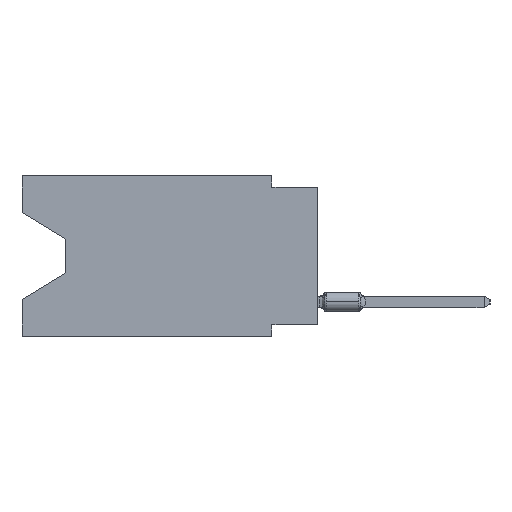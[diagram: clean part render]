
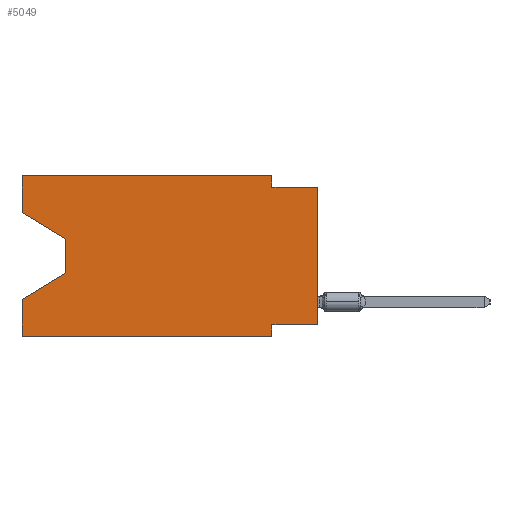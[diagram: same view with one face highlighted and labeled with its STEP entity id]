
A CAD part, left-side view. The second image highlights one B-rep face of the part: STEP entity #5049.
In plain terms, the highlighted planar face has unit normal (-1, 0, 0).
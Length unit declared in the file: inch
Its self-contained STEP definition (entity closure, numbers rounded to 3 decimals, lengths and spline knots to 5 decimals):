
#333 = DIRECTION ( 'NONE',  ( 0., 0., -1. ) ) ;
#392 = ORIENTED_EDGE ( 'NONE', *, *, #27133, .F. ) ;
#397 = EDGE_CURVE ( 'NONE', #18139, #20936, #5875, .T. ) ;
#454 = EDGE_LOOP ( 'NONE', ( #21904, #8375, #1340, #12655, #19335, #7888, #10858, #2205, #4917, #27045, #392, #6279 ) ) ;
#891 = CARTESIAN_POINT ( 'NONE',  ( 0., 0.1, 0. ) ) ;
#1131 = LINE ( 'NONE', #18022, #25832 ) ;
#1181 = EDGE_CURVE ( 'NONE', #18139, #14203, #22849, .T. ) ;
#1340 = ORIENTED_EDGE ( 'NONE', *, *, #25398, .T. ) ;
#1824 = CARTESIAN_POINT ( 'NONE',  ( 0., 0.1, -0.025 ) ) ;
#2028 = CARTESIAN_POINT ( 'NONE',  ( 0., 0.55, -0.212 ) ) ;
#2105 = FACE_OUTER_BOUND ( 'NONE', #454, .T. ) ;
#2203 = EDGE_CURVE ( 'NONE', #23721, #16817, #1131, .T. ) ;
#2205 = ORIENTED_EDGE ( 'NONE', *, *, #23534, .T. ) ;
#2702 = CARTESIAN_POINT ( 'NONE',  ( 0., 0., -0.025 ) ) ;
#2942 = VECTOR ( 'NONE', #10464, 39.37008 ) ;
#2977 = LINE ( 'NONE', #5716, #23373 ) ;
#3043 = VECTOR ( 'NONE', #27235, 39.37008 ) ;
#3247 = DIRECTION ( 'NONE',  ( 0., 0., -1. ) ) ;
#3249 = VERTEX_POINT ( 'NONE', #10158 ) ;
#3360 = LINE ( 'NONE', #13469, #7162 ) ;
#3711 = CARTESIAN_POINT ( 'NONE',  ( 0., 0.645, 0. ) ) ;
#4243 = DIRECTION ( 'NONE',  ( 0., -1., 0. ) ) ;
#4458 = CARTESIAN_POINT ( 'NONE',  ( 0., 0.645, 0. ) ) ;
#4601 = LINE ( 'NONE', #23466, #4888 ) ;
#4888 = VECTOR ( 'NONE', #17197, 39.37008 ) ;
#4917 = ORIENTED_EDGE ( 'NONE', *, *, #2203, .F. ) ;
#5049 = ADVANCED_FACE ( 'NONE', ( #2105 ), #17061, .F. ) ;
#5484 = CARTESIAN_POINT ( 'NONE',  ( 0., 0., -0.325 ) ) ;
#5595 = LINE ( 'NONE', #14729, #13379 ) ;
#5716 = CARTESIAN_POINT ( 'NONE',  ( 0., 0.645, 0. ) ) ;
#5875 = LINE ( 'NONE', #18765, #3043 ) ;
#6029 = EDGE_CURVE ( 'NONE', #3249, #21303, #5595, .T. ) ;
#6188 = VECTOR ( 'NONE', #4243, 39.37008 ) ;
#6253 = VECTOR ( 'NONE', #22056, 39.37008 ) ;
#6279 = ORIENTED_EDGE ( 'NONE', *, *, #6674, .F. ) ;
#6674 = EDGE_CURVE ( 'NONE', #10037, #19279, #8875, .T. ) ;
#7162 = VECTOR ( 'NONE', #17497, 39.37008 ) ;
#7421 = CARTESIAN_POINT ( 'NONE',  ( 0., 0., -0.325 ) ) ;
#7888 = ORIENTED_EDGE ( 'NONE', *, *, #8093, .F. ) ;
#8093 = EDGE_CURVE ( 'NONE', #16613, #14203, #14971, .T. ) ;
#8375 = ORIENTED_EDGE ( 'NONE', *, *, #6029, .T. ) ;
#8875 = LINE ( 'NONE', #17609, #6253 ) ;
#10037 = VERTEX_POINT ( 'NONE', #15145 ) ;
#10158 = CARTESIAN_POINT ( 'NONE',  ( 0., 0.55, -0.138 ) ) ;
#10167 = CARTESIAN_POINT ( 'NONE',  ( 0., 0.1, -0.325 ) ) ;
#10464 = DIRECTION ( 'NONE',  ( 0., 0.855, -0.519 ) ) ;
#10858 = ORIENTED_EDGE ( 'NONE', *, *, #17767, .F. ) ;
#12655 = ORIENTED_EDGE ( 'NONE', *, *, #397, .F. ) ;
#13379 = VECTOR ( 'NONE', #333, 39.37008 ) ;
#13469 = CARTESIAN_POINT ( 'NONE',  ( 0., 0., 0. ) ) ;
#13515 = CARTESIAN_POINT ( 'NONE',  ( 0., 0.1, 0. ) ) ;
#14058 = VECTOR ( 'NONE', #3247, 39.37008 ) ;
#14179 = DIRECTION ( 'NONE',  ( 0., -1., 0. ) ) ;
#14203 = VERTEX_POINT ( 'NONE', #17905 ) ;
#14553 = DIRECTION ( 'NONE',  ( 0., 0., -1. ) ) ;
#14729 = CARTESIAN_POINT ( 'NONE',  ( 0., 0.55, -0.138 ) ) ;
#14971 = LINE ( 'NONE', #16638, #22181 ) ;
#15056 = CARTESIAN_POINT ( 'NONE',  ( 0., 0.55, -0.212 ) ) ;
#15145 = CARTESIAN_POINT ( 'NONE',  ( 0., 0.645, -0.08025 ) ) ;
#15678 = DIRECTION ( 'NONE',  ( 0., -1., 0. ) ) ;
#16613 = VERTEX_POINT ( 'NONE', #10167 ) ;
#16638 = CARTESIAN_POINT ( 'NONE',  ( 0., 0.1, -0.35 ) ) ;
#16817 = VERTEX_POINT ( 'NONE', #2702 ) ;
#16867 = CARTESIAN_POINT ( 'NONE',  ( 0., 0.645, -0.35 ) ) ;
#16936 = DIRECTION ( 'NONE',  ( 0., 0., -1. ) ) ;
#17061 = PLANE ( 'NONE',  #21914 ) ;
#17197 = DIRECTION ( 'NONE',  ( 0., -0.855, -0.519 ) ) ;
#17497 = DIRECTION ( 'NONE',  ( 0., 0., 1. ) ) ;
#17609 = CARTESIAN_POINT ( 'NONE',  ( 0., 0.645, 0. ) ) ;
#17767 = EDGE_CURVE ( 'NONE', #20317, #16613, #26582, .T. ) ;
#17905 = CARTESIAN_POINT ( 'NONE',  ( 0., 0.1, -0.35 ) ) ;
#18022 = CARTESIAN_POINT ( 'NONE',  ( 0., 0., -0.025 ) ) ;
#18053 = LINE ( 'NONE', #891, #14058 ) ;
#18139 = VERTEX_POINT ( 'NONE', #21547 ) ;
#18765 = CARTESIAN_POINT ( 'NONE',  ( 0., 0.645, 0. ) ) ;
#19279 = VERTEX_POINT ( 'NONE', #3711 ) ;
#19335 = ORIENTED_EDGE ( 'NONE', *, *, #1181, .T. ) ;
#19997 = EDGE_CURVE ( 'NONE', #25650, #23721, #18053, .T. ) ;
#20317 = VERTEX_POINT ( 'NONE', #7421 ) ;
#20920 = CARTESIAN_POINT ( 'NONE',  ( 0., 0.645, -0.26975 ) ) ;
#20936 = VERTEX_POINT ( 'NONE', #20920 ) ;
#21303 = VERTEX_POINT ( 'NONE', #2028 ) ;
#21547 = CARTESIAN_POINT ( 'NONE',  ( 0., 0.645, -0.35 ) ) ;
#21676 = EDGE_CURVE ( 'NONE', #10037, #3249, #4601, .T. ) ;
#21904 = ORIENTED_EDGE ( 'NONE', *, *, #21676, .T. ) ;
#21914 = AXIS2_PLACEMENT_3D ( 'NONE', #4458, #23324, #16936 ) ;
#22056 = DIRECTION ( 'NONE',  ( 0., 0., 1. ) ) ;
#22181 = VECTOR ( 'NONE', #14553, 39.37008 ) ;
#22411 = DIRECTION ( 'NONE',  ( 0., 1., 0. ) ) ;
#22849 = LINE ( 'NONE', #16867, #6188 ) ;
#23324 = DIRECTION ( 'NONE',  ( 1., 0., 0. ) ) ;
#23373 = VECTOR ( 'NONE', #14179, 39.37008 ) ;
#23466 = CARTESIAN_POINT ( 'NONE',  ( 0., 0.645, -0.08025 ) ) ;
#23534 = EDGE_CURVE ( 'NONE', #20317, #16817, #3360, .T. ) ;
#23721 = VERTEX_POINT ( 'NONE', #1824 ) ;
#25398 = EDGE_CURVE ( 'NONE', #21303, #20936, #27150, .T. ) ;
#25650 = VERTEX_POINT ( 'NONE', #13515 ) ;
#25832 = VECTOR ( 'NONE', #15678, 39.37008 ) ;
#26535 = VECTOR ( 'NONE', #22411, 39.37008 ) ;
#26582 = LINE ( 'NONE', #5484, #26535 ) ;
#27045 = ORIENTED_EDGE ( 'NONE', *, *, #19997, .F. ) ;
#27133 = EDGE_CURVE ( 'NONE', #19279, #25650, #2977, .T. ) ;
#27150 = LINE ( 'NONE', #15056, #2942 ) ;
#27235 = DIRECTION ( 'NONE',  ( 0., 0., 1. ) ) ;
